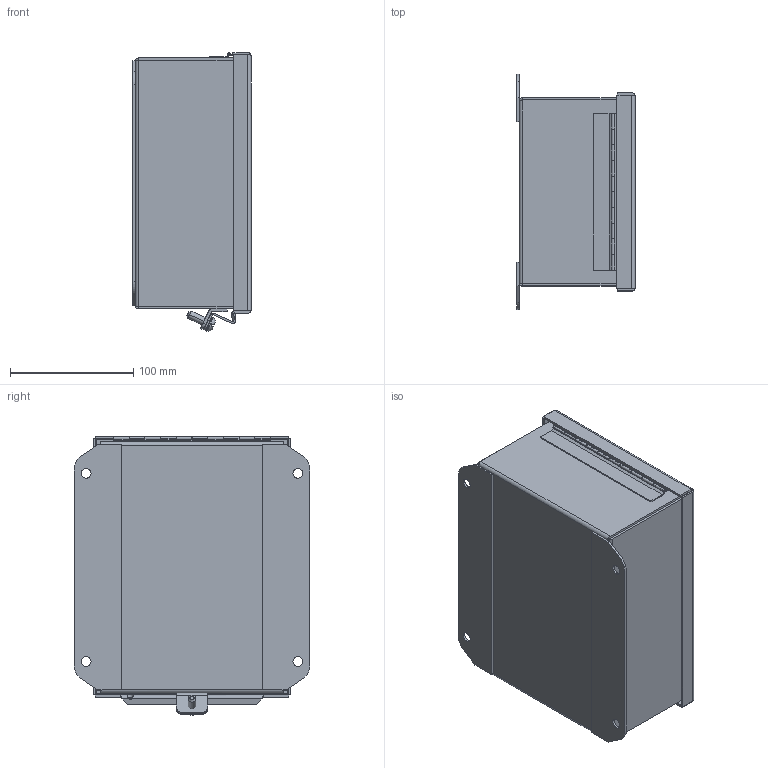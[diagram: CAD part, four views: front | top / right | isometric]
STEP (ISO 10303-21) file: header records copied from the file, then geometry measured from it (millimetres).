
FILE_DESCRIPTION (( 'STEP AP214' ), '1' );
FILE_NAME ('HJ683HLP.STEP', '2019-09-05T14:05:29', ( '' ), ( '' ), 'SwSTEP 2.0', 'SolidWorks 2018', '' );
FILE_SCHEMA (( 'AUTOMOTIVE_DESIGN' ));
Length unit declared in the file: inch
Products named in the file (1): HJ683HLP
Bounding box: 95.73 x 190.5 x 225.94 mm (x, y, z)
Volume: 332110.1 mm3; surface area: 367201 mm2
Topology: 17 solids, 18 shells, 574 faces, 1416 edges, 875 vertices
Faces by surface type: plane 307, cylinder 165, bspline 52, cone 46, torus 4
Entity records: 27476 total; most frequent: CARTESIAN_POINT 6500, ORIENTED_EDGE 2804, DIRECTION 2648, EDGE_CURVE 1402, VECTOR 926, LINE 926, VERTEX_POINT 875, AXIS2_PLACEMENT_3D 861
